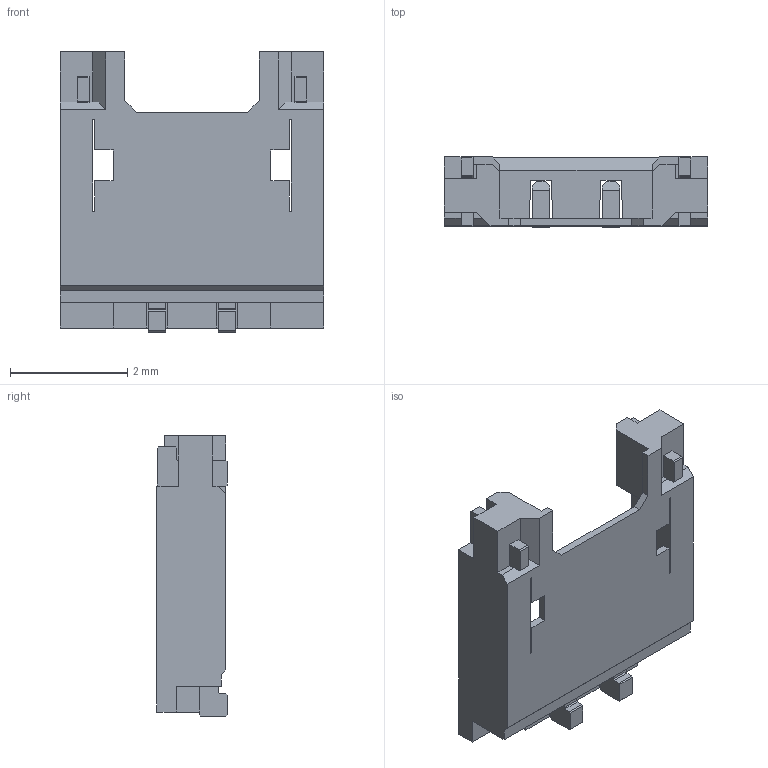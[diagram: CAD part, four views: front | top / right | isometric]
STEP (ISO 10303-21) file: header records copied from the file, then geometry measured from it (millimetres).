
FILE_DESCRIPTION(/* description */ (''),/* implementation_level */ '2;1');
FILE_NAME(/* name */ 'Molex-202656-0021.stp',/* time_stamp */ '2020-09-08T21:34:42+05:00',/* author */ ('Aleksandr'),/* organization */ (''),/* preprocessor_version */ 'ST-DEVELOPER v18.1',/* originating_system */ 'Autodesk Inventor 2021',/* authorisation */ '');
FILE_SCHEMA (('AUTOMOTIVE_DESIGN { 1 0 10303 214 3 1 1 }'));
Length unit declared in the file: millimetre
Products named in the file (1): Molex-202656-0021
Bounding box: 4.5 x 1.2 x 4.79 mm (x, y, z)
Volume: 11 mm3; surface area: 78.3 mm2
Topology: 1 solids, 1 shells, 161 faces, 481 edges, 316 vertices
Faces by surface type: plane 161
Entity records: 5428 total; most frequent: ORIENTED_EDGE 962, CARTESIAN_POINT 959, DIRECTION 805, LINE 481, VECTOR 481, EDGE_CURVE 481, VERTEX_POINT 316, EDGE_LOOP 163
